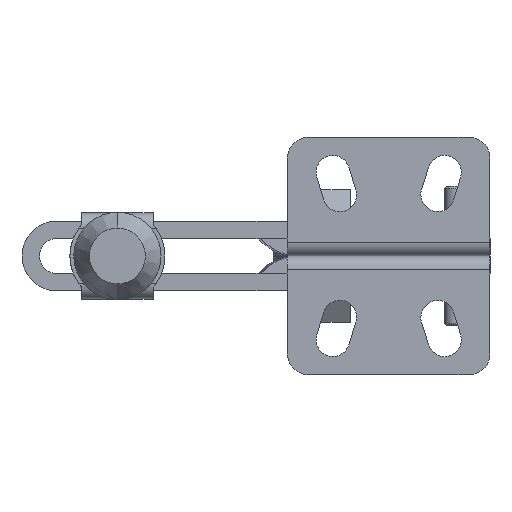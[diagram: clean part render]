
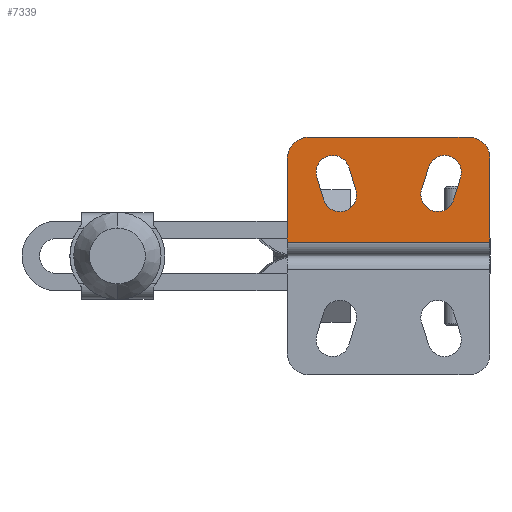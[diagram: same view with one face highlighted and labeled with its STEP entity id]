
A CAD part, front view. The second image highlights one B-rep face of the part: STEP entity #7339.
In plain terms, the highlighted planar face has unit normal (0, -1, 0).
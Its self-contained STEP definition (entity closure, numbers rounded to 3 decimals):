
#34 = VERTEX_POINT ( 'NONE', #7530 ) ;
#76 = DIRECTION ( 'NONE',  ( 0., 0., 1. ) ) ;
#281 = CARTESIAN_POINT ( 'NONE',  ( -26., 0., 17. ) ) ;
#409 = CIRCLE ( 'NONE', #6386, 3. ) ;
#472 = EDGE_CURVE ( 'NONE', #1942, #10576, #5900, .T. ) ;
#479 = EDGE_CURVE ( 'NONE', #10576, #3178, #5921, .T. ) ;
#498 = ORIENTED_EDGE ( 'NONE', *, *, #8396, .T. ) ;
#511 = FACE_OUTER_BOUND ( 'NONE', #5389, .T. ) ;
#521 = LINE ( 'NONE', #9092, #6567 ) ;
#579 = DIRECTION ( 'NONE',  ( 0., -1., 0. ) ) ;
#609 = CARTESIAN_POINT ( 'NONE',  ( -24.794, 0., 11.294 ) ) ;
#661 = VERTEX_POINT ( 'NONE', #10061 ) ;
#888 = CARTESIAN_POINT ( 'NONE',  ( -29., 0., 2. ) ) ;
#929 = EDGE_LOOP ( 'NONE', ( #1458, #10091, #10222, #2888, #5548 ) ) ;
#990 = CARTESIAN_POINT ( 'NONE',  ( -21.5, 0., 8.75 ) ) ;
#1052 = VERTEX_POINT ( 'NONE', #609 ) ;
#1156 = DIRECTION ( 'NONE',  ( 0., -1., 0. ) ) ;
#1160 = DIRECTION ( 'NONE',  ( 0., 0., 1. ) ) ;
#1172 = DIRECTION ( 'NONE',  ( 0., 0., 1. ) ) ;
#1174 = CIRCLE ( 'NONE', #1993, 3. ) ;
#1183 = DIRECTION ( 'NONE',  ( 0., -1., 0. ) ) ;
#1184 = CARTESIAN_POINT ( 'NONE',  ( -22.5, 0., 12. ) ) ;
#1185 = DIRECTION ( 'NONE',  ( 0., -1., 0. ) ) ;
#1242 = CARTESIAN_POINT ( 'NONE',  ( -6.5, 0., 12. ) ) ;
#1278 = DIRECTION ( 'NONE',  ( 0., 0., 1. ) ) ;
#1359 = VERTEX_POINT ( 'NONE', #2141 ) ;
#1458 = ORIENTED_EDGE ( 'NONE', *, *, #9912, .F. ) ;
#1467 = ORIENTED_EDGE ( 'NONE', *, *, #5987, .F. ) ;
#1592 = CARTESIAN_POINT ( 'NONE',  ( -21.5, 0., 8.75 ) ) ;
#1666 = EDGE_CURVE ( 'NONE', #8941, #4359, #4666, .T. ) ;
#1759 = CARTESIAN_POINT ( 'NONE',  ( 0., 0., 2. ) ) ;
#1942 = VERTEX_POINT ( 'NONE', #7594 ) ;
#1980 = DIRECTION ( 'NONE',  ( 0., 0., -1. ) ) ;
#1993 = AXIS2_PLACEMENT_3D ( 'NONE', #2965, #2951, #2936 ) ;
#2012 = VERTEX_POINT ( 'NONE', #2072 ) ;
#2064 = CARTESIAN_POINT ( 'NONE',  ( -29., 0., 2. ) ) ;
#2072 = CARTESIAN_POINT ( 'NONE',  ( -23.794, 0., 8.044 ) ) ;
#2125 = VERTEX_POINT ( 'NONE', #9014 ) ;
#2138 = CARTESIAN_POINT ( 'NONE',  ( -23.794, 0., 8.044 ) ) ;
#2141 = CARTESIAN_POINT ( 'NONE',  ( 0., 0., 14. ) ) ;
#2191 = DIRECTION ( 'NONE',  ( 1., 0., 0. ) ) ;
#2414 = DIRECTION ( 'NONE',  ( -0.294, 0., 0.956 ) ) ;
#2600 = CARTESIAN_POINT ( 'NONE',  ( -19.206, 0., 9.456 ) ) ;
#2749 = EDGE_CURVE ( 'NONE', #34, #7909, #10310, .T. ) ;
#2870 = ORIENTED_EDGE ( 'NONE', *, *, #3211, .F. ) ;
#2888 = ORIENTED_EDGE ( 'NONE', *, *, #6356, .F. ) ;
#2936 = DIRECTION ( 'NONE',  ( 0., 0., 1. ) ) ;
#2951 = DIRECTION ( 'NONE',  ( 0., -1., 0. ) ) ;
#2965 = CARTESIAN_POINT ( 'NONE',  ( -26., 0., 14. ) ) ;
#3097 = CIRCLE ( 'NONE', #7700, 2.4 ) ;
#3126 = DIRECTION ( 'NONE',  ( 0., 0., 1. ) ) ;
#3178 = VERTEX_POINT ( 'NONE', #1759 ) ;
#3181 = CARTESIAN_POINT ( 'NONE',  ( -29., 0., 2.5 ) ) ;
#3211 = EDGE_CURVE ( 'NONE', #2012, #5590, #3097, .T. ) ;
#3229 = DIRECTION ( 'NONE',  ( 0., -1., 0. ) ) ;
#3291 = CARTESIAN_POINT ( 'NONE',  ( -7.5, 0., 8.75 ) ) ;
#3304 = EDGE_CURVE ( 'NONE', #1359, #3178, #7623, .T. ) ;
#3469 = EDGE_LOOP ( 'NONE', ( #1467, #7710, #5577, #5458, #2870 ) ) ;
#3516 = ORIENTED_EDGE ( 'NONE', *, *, #7762, .T. ) ;
#3560 = LINE ( 'NONE', #9887, #8252 ) ;
#3570 = CIRCLE ( 'NONE', #4915, 2.4 ) ;
#3597 = CARTESIAN_POINT ( 'NONE',  ( -21.5, 0., 6.35 ) ) ;
#3608 = CARTESIAN_POINT ( 'NONE',  ( -3., 0., 17. ) ) ;
#4359 = VERTEX_POINT ( 'NONE', #6203 ) ;
#4426 = VECTOR ( 'NONE', #2414, 1000. ) ;
#4551 = AXIS2_PLACEMENT_3D ( 'NONE', #1242, #1185, #1160 ) ;
#4588 = DIRECTION ( 'NONE',  ( 0.294, 0., -0.956 ) ) ;
#4666 = LINE ( 'NONE', #8479, #4426 ) ;
#4751 = VECTOR ( 'NONE', #5887, 1000. ) ;
#4915 = AXIS2_PLACEMENT_3D ( 'NONE', #990, #1156, #1278 ) ;
#4971 = FACE_BOUND ( 'NONE', #3469, .T. ) ;
#5084 = CIRCLE ( 'NONE', #9067, 2.4 ) ;
#5207 = VECTOR ( 'NONE', #2191, 1000. ) ;
#5314 = CIRCLE ( 'NONE', #6437, 2.4 ) ;
#5340 = FACE_BOUND ( 'NONE', #929, .T. ) ;
#5389 = EDGE_LOOP ( 'NONE', ( #6785, #6130, #9608, #498, #3516, #7828 ) ) ;
#5458 = ORIENTED_EDGE ( 'NONE', *, *, #7262, .F. ) ;
#5548 = ORIENTED_EDGE ( 'NONE', *, *, #6063, .F. ) ;
#5577 = ORIENTED_EDGE ( 'NONE', *, *, #1666, .F. ) ;
#5590 = VERTEX_POINT ( 'NONE', #3597 ) ;
#5789 = CIRCLE ( 'NONE', #6668, 2.4 ) ;
#5806 = VECTOR ( 'NONE', #1980, 1000. ) ;
#5852 = DIRECTION ( 'NONE',  ( 0., 0., 1. ) ) ;
#5854 = DIRECTION ( 'NONE',  ( 0., -1., 0. ) ) ;
#5863 = CARTESIAN_POINT ( 'NONE',  ( -3., 0., 14. ) ) ;
#5887 = DIRECTION ( 'NONE',  ( 0., 0., -1. ) ) ;
#5893 = VERTEX_POINT ( 'NONE', #281 ) ;
#5900 = LINE ( 'NONE', #3181, #5806 ) ;
#5918 = LINE ( 'NONE', #6414, #6537 ) ;
#5921 = LINE ( 'NONE', #2064, #5207 ) ;
#5987 = EDGE_CURVE ( 'NONE', #1052, #2012, #9285, .T. ) ;
#6058 = CARTESIAN_POINT ( 'NONE',  ( 0., 0., 2.5 ) ) ;
#6063 = EDGE_CURVE ( 'NONE', #661, #2125, #5084, .T. ) ;
#6130 = ORIENTED_EDGE ( 'NONE', *, *, #479, .T. ) ;
#6203 = CARTESIAN_POINT ( 'NONE',  ( -20.206, 0., 12.706 ) ) ;
#6356 = EDGE_CURVE ( 'NONE', #2125, #9721, #5314, .T. ) ;
#6386 = AXIS2_PLACEMENT_3D ( 'NONE', #5863, #5854, #5852 ) ;
#6414 = CARTESIAN_POINT ( 'NONE',  ( -9.794, 0., 9.456 ) ) ;
#6437 = AXIS2_PLACEMENT_3D ( 'NONE', #3291, #3229, #3126 ) ;
#6537 = VECTOR ( 'NONE', #8060, 1000. ) ;
#6567 = VECTOR ( 'NONE', #9043, 1000. ) ;
#6668 = AXIS2_PLACEMENT_3D ( 'NONE', #1184, #1183, #1172 ) ;
#6785 = ORIENTED_EDGE ( 'NONE', *, *, #472, .T. ) ;
#7094 = CARTESIAN_POINT ( 'NONE',  ( -29., 0., 2.5 ) ) ;
#7262 = EDGE_CURVE ( 'NONE', #5590, #8941, #3570, .T. ) ;
#7330 = DIRECTION ( 'NONE',  ( 0., 0., 1. ) ) ;
#7339 = ADVANCED_FACE ( 'NONE', ( #511, #5340, #4971 ), #9689, .F. ) ;
#7530 = CARTESIAN_POINT ( 'NONE',  ( -4.206, 0., 11.294 ) ) ;
#7594 = CARTESIAN_POINT ( 'NONE',  ( -29., 0., 14. ) ) ;
#7623 = LINE ( 'NONE', #6058, #4751 ) ;
#7700 = AXIS2_PLACEMENT_3D ( 'NONE', #1592, #579, #76 ) ;
#7710 = ORIENTED_EDGE ( 'NONE', *, *, #9167, .F. ) ;
#7762 = EDGE_CURVE ( 'NONE', #8810, #5893, #3560, .T. ) ;
#7828 = ORIENTED_EDGE ( 'NONE', *, *, #8885, .T. ) ;
#7838 = DIRECTION ( 'NONE',  ( 0., 1., 0. ) ) ;
#7857 = EDGE_CURVE ( 'NONE', #9721, #34, #521, .T. ) ;
#7909 = VERTEX_POINT ( 'NONE', #8828 ) ;
#8047 = DIRECTION ( 'NONE',  ( 0., 0., 1. ) ) ;
#8060 = DIRECTION ( 'NONE',  ( -0.294, 0., -0.956 ) ) ;
#8252 = VECTOR ( 'NONE', #9856, 1000. ) ;
#8396 = EDGE_CURVE ( 'NONE', #1359, #8810, #409, .T. ) ;
#8479 = CARTESIAN_POINT ( 'NONE',  ( -19.206, 0., 9.456 ) ) ;
#8810 = VERTEX_POINT ( 'NONE', #3608 ) ;
#8828 = CARTESIAN_POINT ( 'NONE',  ( -8.794, 0., 12.706 ) ) ;
#8885 = EDGE_CURVE ( 'NONE', #5893, #1942, #1174, .T. ) ;
#8941 = VERTEX_POINT ( 'NONE', #2600 ) ;
#9014 = CARTESIAN_POINT ( 'NONE',  ( -7.5, 0., 6.35 ) ) ;
#9043 = DIRECTION ( 'NONE',  ( 0.294, 0., 0.956 ) ) ;
#9067 = AXIS2_PLACEMENT_3D ( 'NONE', #9926, #9182, #8047 ) ;
#9092 = CARTESIAN_POINT ( 'NONE',  ( -5.206, 0., 8.044 ) ) ;
#9167 = EDGE_CURVE ( 'NONE', #4359, #1052, #5789, .T. ) ;
#9182 = DIRECTION ( 'NONE',  ( 0., -1., 0. ) ) ;
#9194 = CARTESIAN_POINT ( 'NONE',  ( -5.206, 0., 8.044 ) ) ;
#9285 = LINE ( 'NONE', #2138, #9707 ) ;
#9286 = AXIS2_PLACEMENT_3D ( 'NONE', #7094, #7838, #7330 ) ;
#9608 = ORIENTED_EDGE ( 'NONE', *, *, #3304, .F. ) ;
#9689 = PLANE ( 'NONE',  #9286 ) ;
#9707 = VECTOR ( 'NONE', #4588, 1000. ) ;
#9721 = VERTEX_POINT ( 'NONE', #9194 ) ;
#9856 = DIRECTION ( 'NONE',  ( -1., 0., 0. ) ) ;
#9887 = CARTESIAN_POINT ( 'NONE',  ( -26., 0., 17. ) ) ;
#9912 = EDGE_CURVE ( 'NONE', #7909, #661, #5918, .T. ) ;
#9926 = CARTESIAN_POINT ( 'NONE',  ( -7.5, 0., 8.75 ) ) ;
#10061 = CARTESIAN_POINT ( 'NONE',  ( -9.794, 0., 9.456 ) ) ;
#10091 = ORIENTED_EDGE ( 'NONE', *, *, #2749, .F. ) ;
#10222 = ORIENTED_EDGE ( 'NONE', *, *, #7857, .F. ) ;
#10310 = CIRCLE ( 'NONE', #4551, 2.4 ) ;
#10576 = VERTEX_POINT ( 'NONE', #888 ) ;
